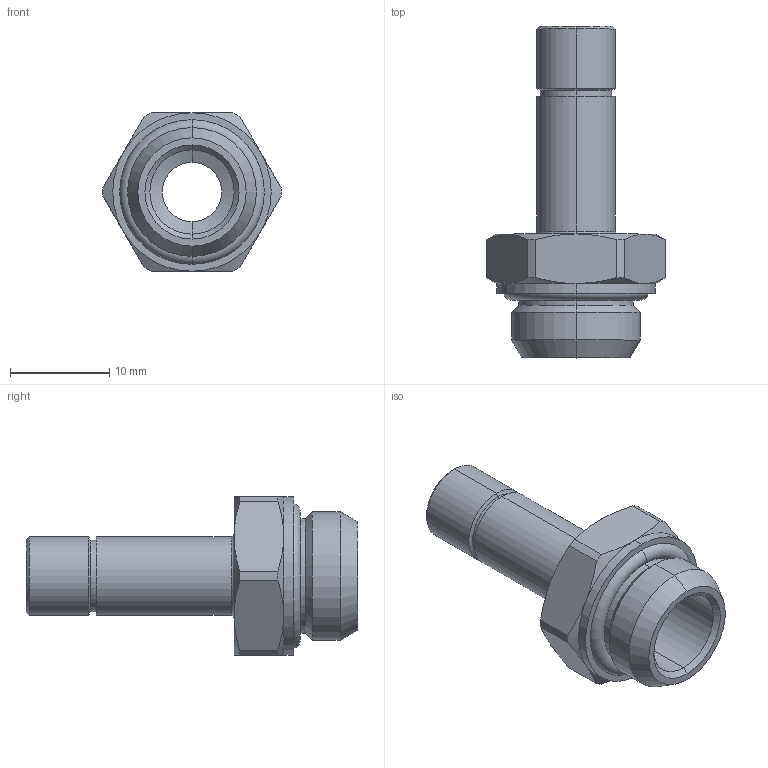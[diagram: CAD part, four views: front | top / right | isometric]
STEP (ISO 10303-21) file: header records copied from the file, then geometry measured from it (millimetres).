
FILE_DESCRIPTION (( 'STEP AP203' ), '1' );
FILE_NAME ('A0280042.STEP', '2009-12-14T13:11:36', ( '' ), ( 'sopra-pneumatic' ), 'SwSTEP 2.0', 'SolidWorks 2009', '' );
FILE_SCHEMA (( 'CONFIG_CONTROL_DESIGN' ));
Length unit declared in the file: millimetre
Products named in the file (1): A0280042
Bounding box: 18 x 33.5 x 16 mm (x, y, z)
Volume: 1895.6 mm3; surface area: 2183.5 mm2
Topology: 1 solids, 1 shells, 61 faces, 132 edges, 76 vertices
Faces by surface type: cone 24, cylinder 22, plane 11, torus 4
Entity records: 1823 total; most frequent: CARTESIAN_POINT 414, DIRECTION 300, ORIENTED_EDGE 264, EDGE_CURVE 132, AXIS2_PLACEMENT_3D 130, VERTEX_POINT 76, CIRCLE 68, EDGE_LOOP 66
